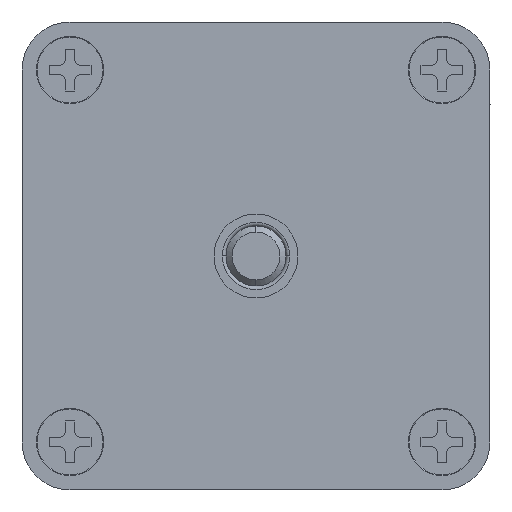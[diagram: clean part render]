
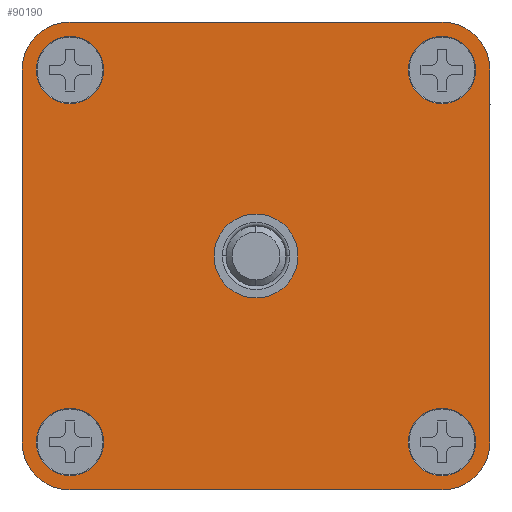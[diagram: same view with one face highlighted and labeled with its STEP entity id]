
A CAD part, front view. The second image highlights one B-rep face of the part: STEP entity #90190.
In plain terms, the highlighted planar face has unit normal (0, -1, 0).
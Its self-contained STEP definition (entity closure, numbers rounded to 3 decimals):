
#23448=CARTESIAN_POINT('',(-15.5,0.,15.5));
#23449=DIRECTION('',(0.,-1.,0.));
#23450=DIRECTION('',(0.,0.,1.));
#23451=AXIS2_PLACEMENT_3D('',#23448,#23449,#23450);
#23453=DIRECTION('',(1.,0.,0.));
#23454=VECTOR('',#23453,31.);
#23455=CARTESIAN_POINT('',(-15.5,0.,19.5));
#23456=LINE('',#23455,#23454);
#23457=CARTESIAN_POINT('',(15.5,0.,15.5));
#23458=DIRECTION('',(0.,-1.,0.));
#23459=DIRECTION('',(1.,0.,0.));
#23460=AXIS2_PLACEMENT_3D('',#23457,#23458,#23459);
#23462=DIRECTION('',(0.,0.,-1.));
#23463=VECTOR('',#23462,31.);
#23464=CARTESIAN_POINT('',(19.5,0.,15.5));
#23465=LINE('',#23464,#23463);
#23466=CARTESIAN_POINT('',(15.5,0.,-15.5));
#23467=DIRECTION('',(0.,-1.,0.));
#23468=DIRECTION('',(0.,0.,-1.));
#23469=AXIS2_PLACEMENT_3D('',#23466,#23467,#23468);
#23471=DIRECTION('',(-1.,0.,0.));
#23472=VECTOR('',#23471,31.);
#23473=CARTESIAN_POINT('',(15.5,0.,-19.5));
#23474=LINE('',#23473,#23472);
#23475=CARTESIAN_POINT('',(-15.5,0.,-15.5));
#23476=DIRECTION('',(0.,-1.,0.));
#23477=DIRECTION('',(-1.,0.,0.));
#23478=AXIS2_PLACEMENT_3D('',#23475,#23476,#23477);
#23480=DIRECTION('',(0.,0.,1.));
#23481=VECTOR('',#23480,31.);
#23482=CARTESIAN_POINT('',(-19.5,0.,-15.5));
#23483=LINE('',#23482,#23481);
#23484=CARTESIAN_POINT('',(-15.5,0.,-15.5));
#23485=DIRECTION('',(0.,-1.,0.));
#23486=DIRECTION('',(-1.,0.,0.));
#23487=AXIS2_PLACEMENT_3D('',#23484,#23485,#23486);
#23489=CARTESIAN_POINT('',(-15.5,0.,-15.5));
#23490=DIRECTION('',(0.,-1.,0.));
#23491=DIRECTION('',(1.,0.,0.));
#23492=AXIS2_PLACEMENT_3D('',#23489,#23490,#23491);
#23494=CARTESIAN_POINT('',(15.5,0.,-15.5));
#23495=DIRECTION('',(0.,-1.,0.));
#23496=DIRECTION('',(0.,0.,-1.));
#23497=AXIS2_PLACEMENT_3D('',#23494,#23495,#23496);
#23499=CARTESIAN_POINT('',(15.5,0.,-15.5));
#23500=DIRECTION('',(0.,-1.,0.));
#23501=DIRECTION('',(0.,0.,1.));
#23502=AXIS2_PLACEMENT_3D('',#23499,#23500,#23501);
#23504=CARTESIAN_POINT('',(15.5,0.,15.5));
#23505=DIRECTION('',(0.,-1.,0.));
#23506=DIRECTION('',(1.,0.,0.));
#23507=AXIS2_PLACEMENT_3D('',#23504,#23505,#23506);
#23509=CARTESIAN_POINT('',(15.5,0.,15.5));
#23510=DIRECTION('',(0.,-1.,0.));
#23511=DIRECTION('',(-1.,0.,0.));
#23512=AXIS2_PLACEMENT_3D('',#23509,#23510,#23511);
#23514=CARTESIAN_POINT('',(-15.5,0.,15.5));
#23515=DIRECTION('',(0.,-1.,0.));
#23516=DIRECTION('',(0.,0.,1.));
#23517=AXIS2_PLACEMENT_3D('',#23514,#23515,#23516);
#23519=CARTESIAN_POINT('',(-15.5,0.,15.5));
#23520=DIRECTION('',(0.,-1.,0.));
#23521=DIRECTION('',(0.,0.,-1.));
#23522=AXIS2_PLACEMENT_3D('',#23519,#23520,#23521);
#23524=CARTESIAN_POINT('',(0.,0.,0.));
#23525=DIRECTION('',(0.,-1.,0.));
#23526=DIRECTION('',(-1.,0.,0.));
#23527=AXIS2_PLACEMENT_3D('',#23524,#23525,#23526);
#23529=CARTESIAN_POINT('',(0.,0.,0.));
#23530=DIRECTION('',(0.,-1.,0.));
#23531=DIRECTION('',(1.,0.,0.));
#23532=AXIS2_PLACEMENT_3D('',#23529,#23530,#23531);
#52467=CARTESIAN_POINT('',(-3.5,0.,0.));
#52468=CARTESIAN_POINT('',(3.5,0.,0.));
#52469=VERTEX_POINT('',#52467);
#52470=VERTEX_POINT('',#52468);
#52603=CARTESIAN_POINT('',(-15.5,0.,19.5));
#52604=CARTESIAN_POINT('',(-19.5,0.,15.5));
#52605=VERTEX_POINT('',#52603);
#52606=VERTEX_POINT('',#52604);
#52611=CARTESIAN_POINT('',(-19.5,0.,-15.5));
#52612=CARTESIAN_POINT('',(-15.5,0.,-19.5));
#52613=VERTEX_POINT('',#52611);
#52614=VERTEX_POINT('',#52612);
#52619=CARTESIAN_POINT('',(15.5,0.,-19.5));
#52620=CARTESIAN_POINT('',(19.5,0.,-15.5));
#52621=VERTEX_POINT('',#52619);
#52622=VERTEX_POINT('',#52620);
#52627=CARTESIAN_POINT('',(19.5,0.,15.5));
#52628=CARTESIAN_POINT('',(15.5,0.,19.5));
#52629=VERTEX_POINT('',#52627);
#52630=VERTEX_POINT('',#52628);
#52675=CARTESIAN_POINT('',(-18.3,0.,-15.5));
#52676=CARTESIAN_POINT('',(-12.7,0.,-15.5));
#52677=VERTEX_POINT('',#52675);
#52678=VERTEX_POINT('',#52676);
#52687=CARTESIAN_POINT('',(15.5,0.,-18.3));
#52688=CARTESIAN_POINT('',(15.5,0.,-12.7));
#52689=VERTEX_POINT('',#52687);
#52690=VERTEX_POINT('',#52688);
#52699=CARTESIAN_POINT('',(18.3,0.,15.5));
#52700=CARTESIAN_POINT('',(12.7,0.,15.5));
#52701=VERTEX_POINT('',#52699);
#52702=VERTEX_POINT('',#52700);
#52711=CARTESIAN_POINT('',(-15.5,0.,18.3));
#52712=CARTESIAN_POINT('',(-15.5,0.,12.7));
#52713=VERTEX_POINT('',#52711);
#52714=VERTEX_POINT('',#52712);
#90142=CARTESIAN_POINT('',(0.,0.,0.));
#90143=DIRECTION('',(0.,1.,0.));
#90144=DIRECTION('',(1.,0.,0.));
#90145=AXIS2_PLACEMENT_3D('',#90142,#90143,#90144);
#90146=PLANE('',#90145);
#90148=ORIENTED_EDGE('',*,*,#90147,.F.);
#90149=ORIENTED_EDGE('',*,*,#71410,.T.);
#90151=ORIENTED_EDGE('',*,*,#90150,.F.);
#90152=ORIENTED_EDGE('',*,*,#70722,.T.);
#90153=ORIENTED_EDGE('',*,*,#90134,.F.);
#90154=ORIENTED_EDGE('',*,*,#66268,.T.);
#90156=ORIENTED_EDGE('',*,*,#90155,.F.);
#90157=ORIENTED_EDGE('',*,*,#65657,.T.);
#90158=EDGE_LOOP('',(#90148,#90149,#90151,#90152,#90153,#90154,#90156,#90157));
#90159=FACE_OUTER_BOUND('',#90158,.F.);
#90161=ORIENTED_EDGE('',*,*,#90160,.T.);
#90163=ORIENTED_EDGE('',*,*,#90162,.T.);
#90164=EDGE_LOOP('',(#90161,#90163));
#90165=FACE_BOUND('',#90164,.F.);
#90167=ORIENTED_EDGE('',*,*,#90166,.T.);
#90169=ORIENTED_EDGE('',*,*,#90168,.T.);
#90170=EDGE_LOOP('',(#90167,#90169));
#90171=FACE_BOUND('',#90170,.F.);
#90173=ORIENTED_EDGE('',*,*,#90172,.T.);
#90175=ORIENTED_EDGE('',*,*,#90174,.T.);
#90176=EDGE_LOOP('',(#90173,#90175));
#90177=FACE_BOUND('',#90176,.F.);
#90179=ORIENTED_EDGE('',*,*,#90178,.T.);
#90181=ORIENTED_EDGE('',*,*,#90180,.T.);
#90182=EDGE_LOOP('',(#90179,#90181));
#90183=FACE_BOUND('',#90182,.F.);
#90185=ORIENTED_EDGE('',*,*,#90184,.T.);
#90187=ORIENTED_EDGE('',*,*,#90186,.T.);
#90188=EDGE_LOOP('',(#90185,#90187));
#90189=FACE_BOUND('',#90188,.F.);
#90190=ADVANCED_FACE('',(#90159,#90165,#90171,#90177,#90183,#90189),#90146,.F.);
#23452=CIRCLE('',#23451,4.);
#23461=CIRCLE('',#23460,4.);
#23470=CIRCLE('',#23469,4.);
#23479=CIRCLE('',#23478,4.);
#23488=CIRCLE('',#23487,2.8);
#23493=CIRCLE('',#23492,2.8);
#23498=CIRCLE('',#23497,2.8);
#23503=CIRCLE('',#23502,2.8);
#23508=CIRCLE('',#23507,2.8);
#23513=CIRCLE('',#23512,2.8);
#23518=CIRCLE('',#23517,2.8);
#23523=CIRCLE('',#23522,2.8);
#23528=CIRCLE('',#23527,3.5);
#23533=CIRCLE('',#23532,3.5);
#65657=EDGE_CURVE('',#52613,#52606,#23483,.T.);
#66268=EDGE_CURVE('',#52621,#52614,#23474,.T.);
#70722=EDGE_CURVE('',#52629,#52622,#23465,.T.);
#71410=EDGE_CURVE('',#52605,#52630,#23456,.T.);
#90134=EDGE_CURVE('',#52621,#52622,#23470,.T.);
#90147=EDGE_CURVE('',#52605,#52606,#23452,.T.);
#90150=EDGE_CURVE('',#52629,#52630,#23461,.T.);
#90155=EDGE_CURVE('',#52613,#52614,#23479,.T.);
#90160=EDGE_CURVE('',#52677,#52678,#23488,.T.);
#90162=EDGE_CURVE('',#52678,#52677,#23493,.T.);
#90166=EDGE_CURVE('',#52689,#52690,#23498,.T.);
#90168=EDGE_CURVE('',#52690,#52689,#23503,.T.);
#90172=EDGE_CURVE('',#52701,#52702,#23508,.T.);
#90174=EDGE_CURVE('',#52702,#52701,#23513,.T.);
#90178=EDGE_CURVE('',#52713,#52714,#23518,.T.);
#90180=EDGE_CURVE('',#52714,#52713,#23523,.T.);
#90184=EDGE_CURVE('',#52469,#52470,#23528,.T.);
#90186=EDGE_CURVE('',#52470,#52469,#23533,.T.);
